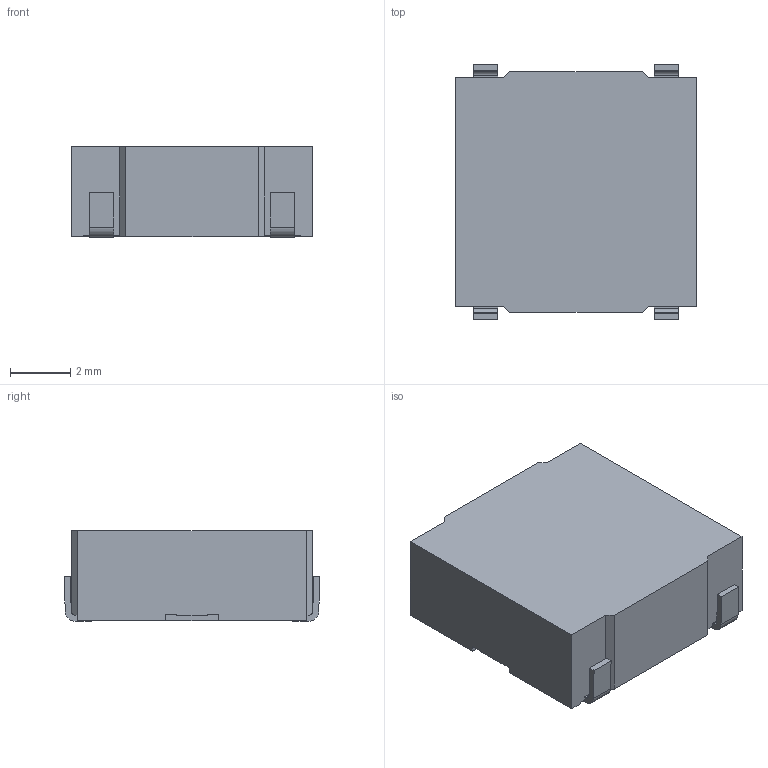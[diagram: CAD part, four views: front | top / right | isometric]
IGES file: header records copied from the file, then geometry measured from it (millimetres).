
Global section: file name: No Iges File Name specified; native system: Autodesk Inventor 2011; preprocessor: AutoDesk Inventor Iges Exporter R2011; author: Dunn; date: 20120111.090031; units: millimetre
Bounding box: 8 x 8.5 x 3.02 mm (x, y, z)
Volume: 140.6 mm3; surface area: 442.5 mm2
Topology: 1 solids, 1 shells, 213 faces, 560 edges, 352 vertices
Faces by surface type: plane 117, bspline 50, revolution 26, cylinder 14, cone 6
